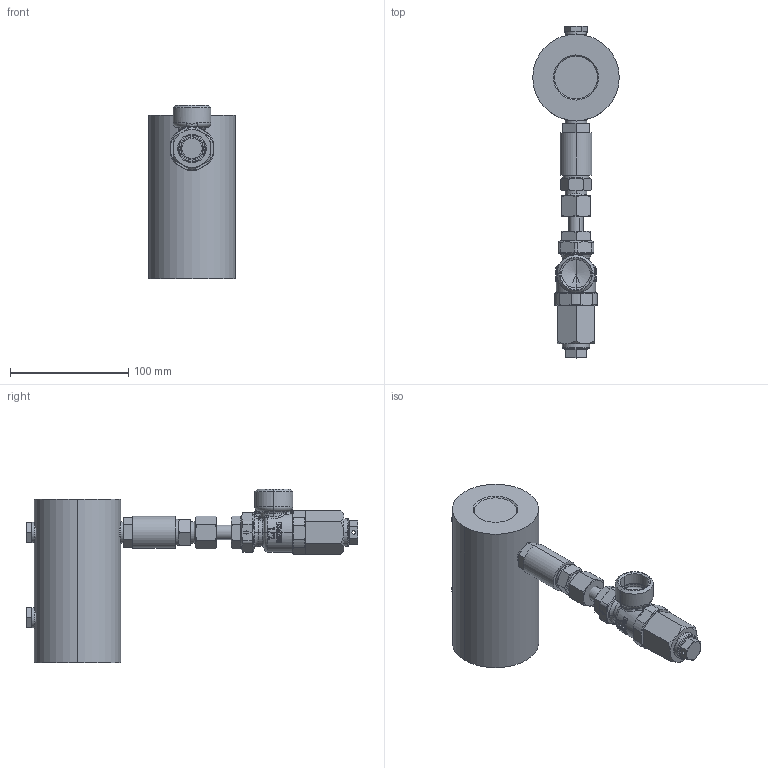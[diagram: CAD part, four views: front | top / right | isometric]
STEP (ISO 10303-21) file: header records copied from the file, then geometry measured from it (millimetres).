
FILE_DESCRIPTION (( 'STEP AP214' ), '1' );
FILE_NAME ('HON790-DN25(10008945).STEP', '2018-12-21T06:09:52', ( '' ), ( '' ), 'SwSTEP 2.0', 'SolidWorks 2017', '' );
FILE_SCHEMA (( 'AUTOMOTIVE_DESIGN' ));
Length unit declared in the file: millimetre
Products named in the file (1): HON790-DN25(10008945)
Bounding box: 73 x 280.18 x 146.5 mm (x, y, z)
Volume: 716737.6 mm3; surface area: 92343.4 mm2
Topology: 18 solids, 18 shells, 946 faces, 2267 edges, 1373 vertices
Faces by surface type: bspline 287, cylinder 229, plane 229, cone 132, torus 65, sphere 4
Entity records: 61390 total; most frequent: CARTESIAN_POINT 41409, ORIENTED_EDGE 4482, DIRECTION 3545, EDGE_CURVE 2241, AXIS2_PLACEMENT_3D 1403, VERTEX_POINT 1373, EDGE_LOOP 1002, ADVANCED_FACE 946
